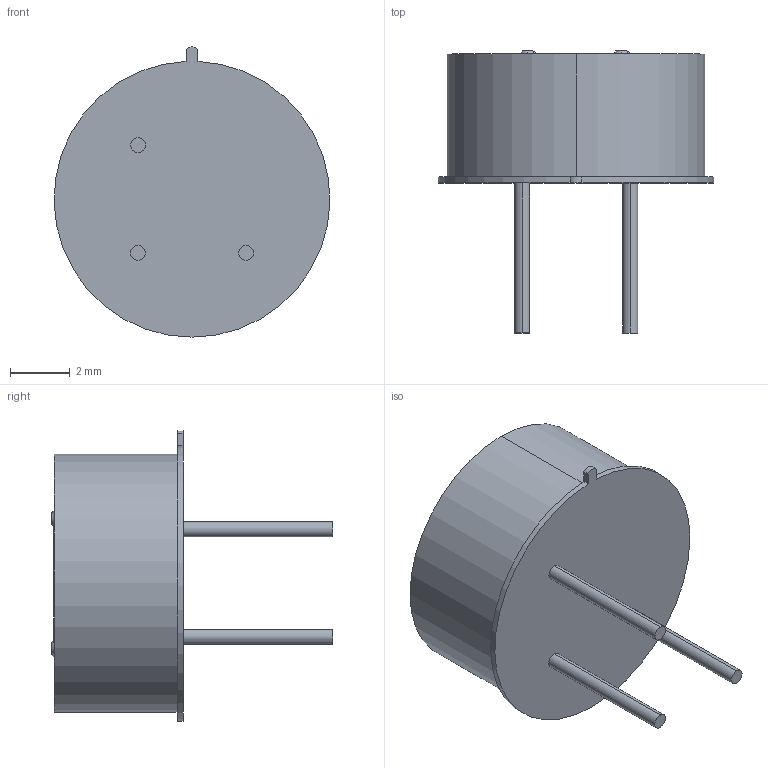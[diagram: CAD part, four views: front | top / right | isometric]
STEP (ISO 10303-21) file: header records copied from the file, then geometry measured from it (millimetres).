
FILE_DESCRIPTION (( 'STEP AP214' ), '1' );
FILE_NAME ('B0C8FB34-E75B-430A-A767-512FB2CC70AF.STEP', '2023-03-31T22:10:02', ( '' ), ( '' ), 'SwSTEP 2.0', 'SolidWorks 2022', '' );
FILE_SCHEMA (( 'AUTOMOTIVE_DESIGN' ));
Length unit declared in the file: millimetre
Products named in the file (1): B0C8FB34-E75B-430A-A767-512FB2CC70AF
Bounding box: 9.2 x 9.4 x 9.68 mm (x, y, z)
Volume: 254.7 mm3; surface area: 275.6 mm2
Topology: 5 solids, 5 shells, 44 faces, 87 edges, 58 vertices
Faces by surface type: plane 25, cylinder 11, cone 8
Entity records: 1472 total; most frequent: DIRECTION 215, CARTESIAN_POINT 190, ORIENTED_EDGE 174, EDGE_CURVE 87, AXIS2_PLACEMENT_3D 83, VERTEX_POINT 58, VECTOR 49, EDGE_LOOP 49
